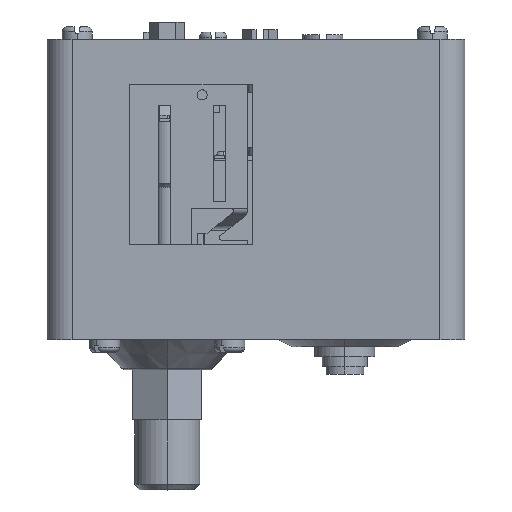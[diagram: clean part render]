
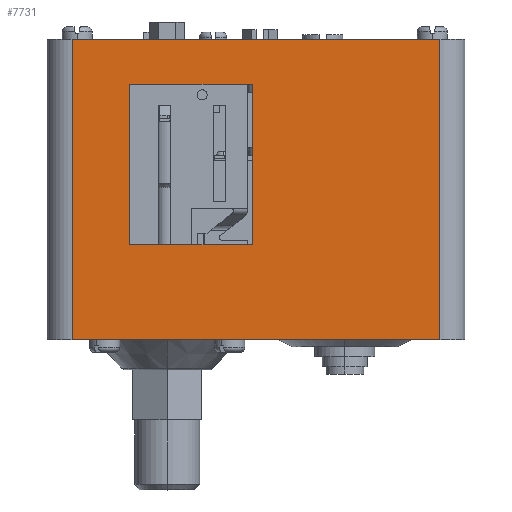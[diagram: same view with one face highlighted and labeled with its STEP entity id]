
A CAD part, top view. The second image highlights one B-rep face of the part: STEP entity #7731.
In plain terms, the highlighted face is planar.
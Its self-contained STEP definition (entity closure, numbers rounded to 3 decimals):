
#801 = DIRECTION ( 'NONE',  ( 1., 0., 0. ) ) ;
#1212 = ORIENTED_EDGE ( 'NONE', *, *, #13265, .F. ) ;
#1335 = VERTEX_POINT ( 'NONE', #4595 ) ;
#1621 = VERTEX_POINT ( 'NONE', #16765 ) ;
#1818 = VERTEX_POINT ( 'NONE', #21756 ) ;
#2219 = VECTOR ( 'NONE', #20833, 1000. ) ;
#3080 = LINE ( 'NONE', #3493, #26462 ) ;
#3493 = CARTESIAN_POINT ( 'NONE',  ( 36.75, -30., 0. ) ) ;
#3656 = DIRECTION ( 'NONE',  ( -1., 0., 0. ) ) ;
#3684 = CARTESIAN_POINT ( 'NONE',  ( 0.75, 21., 0. ) ) ;
#4595 = CARTESIAN_POINT ( 'NONE',  ( 36.75, -30., 0. ) ) ;
#5610 = CARTESIAN_POINT ( 'NONE',  ( 41.75, 30., 0. ) ) ;
#5813 = LINE ( 'NONE', #7391, #23135 ) ;
#5848 = VECTOR ( 'NONE', #7905, 1000. ) ;
#5877 = VECTOR ( 'NONE', #23819, 1000. ) ;
#5900 = EDGE_LOOP ( 'NONE', ( #15452, #10860, #1212, #22420 ) ) ;
#6152 = FACE_OUTER_BOUND ( 'NONE', #5900, .T. ) ;
#6513 = CARTESIAN_POINT ( 'NONE',  ( -36.75, -30., 0. ) ) ;
#6533 = VERTEX_POINT ( 'NONE', #21000 ) ;
#7391 = CARTESIAN_POINT ( 'NONE',  ( 0.75, 21., 0. ) ) ;
#7731 = ADVANCED_FACE ( 'NONE', ( #22779, #6152 ), #28245, .T. ) ;
#7902 = CARTESIAN_POINT ( 'NONE',  ( 25.25, 21., 0. ) ) ;
#7905 = DIRECTION ( 'NONE',  ( 0., 1., 0. ) ) ;
#7941 = ORIENTED_EDGE ( 'NONE', *, *, #17016, .T. ) ;
#8069 = ORIENTED_EDGE ( 'NONE', *, *, #18009, .T. ) ;
#8088 = EDGE_CURVE ( 'NONE', #24143, #1335, #8264, .T. ) ;
#8133 = CARTESIAN_POINT ( 'NONE',  ( -41.75, 30., 0. ) ) ;
#8264 = LINE ( 'NONE', #17320, #2219 ) ;
#8727 = VERTEX_POINT ( 'NONE', #3684 ) ;
#9804 = VECTOR ( 'NONE', #3656, 1000. ) ;
#10524 = LINE ( 'NONE', #8133, #9804 ) ;
#10860 = ORIENTED_EDGE ( 'NONE', *, *, #17538, .T. ) ;
#11530 = EDGE_CURVE ( 'NONE', #1621, #21099, #27947, .T. ) ;
#11896 = LINE ( 'NONE', #28271, #5848 ) ;
#11924 = LINE ( 'NONE', #16995, #5877 ) ;
#12120 = EDGE_CURVE ( 'NONE', #6533, #1621, #28988, .T. ) ;
#12364 = CARTESIAN_POINT ( 'NONE',  ( 25.25, -11., 0. ) ) ;
#12602 = ORIENTED_EDGE ( 'NONE', *, *, #11530, .T. ) ;
#13265 = EDGE_CURVE ( 'NONE', #1818, #18135, #10524, .T. ) ;
#13358 = EDGE_LOOP ( 'NONE', ( #7941, #21155, #12602, #8069 ) ) ;
#14127 = DIRECTION ( 'NONE',  ( -1., 0., 0. ) ) ;
#14617 = DIRECTION ( 'NONE',  ( 0., 1., 0. ) ) ;
#15010 = DIRECTION ( 'NONE',  ( 0., 0., -1. ) ) ;
#15167 = CARTESIAN_POINT ( 'NONE',  ( -36.75, 30., 0. ) ) ;
#15452 = ORIENTED_EDGE ( 'NONE', *, *, #8088, .F. ) ;
#16753 = CARTESIAN_POINT ( 'NONE',  ( 0.75, -11., 0. ) ) ;
#16765 = CARTESIAN_POINT ( 'NONE',  ( 25.25, -11., 0. ) ) ;
#16995 = CARTESIAN_POINT ( 'NONE',  ( 0.75, -11., 0. ) ) ;
#17016 = EDGE_CURVE ( 'NONE', #8727, #6533, #11924, .T. ) ;
#17047 = DIRECTION ( 'NONE',  ( 0., -1., 0. ) ) ;
#17320 = CARTESIAN_POINT ( 'NONE',  ( -41.75, -30., 0. ) ) ;
#17538 = EDGE_CURVE ( 'NONE', #24143, #18135, #11896, .T. ) ;
#18009 = EDGE_CURVE ( 'NONE', #21099, #8727, #5813, .T. ) ;
#18135 = VERTEX_POINT ( 'NONE', #15167 ) ;
#18672 = DIRECTION ( 'NONE',  ( -1., 0., 0. ) ) ;
#19284 = EDGE_CURVE ( 'NONE', #1818, #1335, #3080, .T. ) ;
#20833 = DIRECTION ( 'NONE',  ( 1., 0., 0. ) ) ;
#21000 = CARTESIAN_POINT ( 'NONE',  ( 0.75, -11., 0. ) ) ;
#21099 = VERTEX_POINT ( 'NONE', #7902 ) ;
#21114 = AXIS2_PLACEMENT_3D ( 'NONE', #5610, #15010, #18672 ) ;
#21155 = ORIENTED_EDGE ( 'NONE', *, *, #12120, .T. ) ;
#21756 = CARTESIAN_POINT ( 'NONE',  ( 36.75, 30., 0. ) ) ;
#21898 = VECTOR ( 'NONE', #14617, 1000. ) ;
#22420 = ORIENTED_EDGE ( 'NONE', *, *, #19284, .T. ) ;
#22779 = FACE_BOUND ( 'NONE', #13358, .T. ) ;
#22931 = VECTOR ( 'NONE', #801, 1000. ) ;
#23135 = VECTOR ( 'NONE', #14127, 1000. ) ;
#23819 = DIRECTION ( 'NONE',  ( 0., -1., 0. ) ) ;
#24143 = VERTEX_POINT ( 'NONE', #6513 ) ;
#26462 = VECTOR ( 'NONE', #17047, 1000. ) ;
#27947 = LINE ( 'NONE', #12364, #21898 ) ;
#28245 = PLANE ( 'NONE',  #21114 ) ;
#28271 = CARTESIAN_POINT ( 'NONE',  ( -36.75, 30., 0. ) ) ;
#28988 = LINE ( 'NONE', #16753, #22931 ) ;
